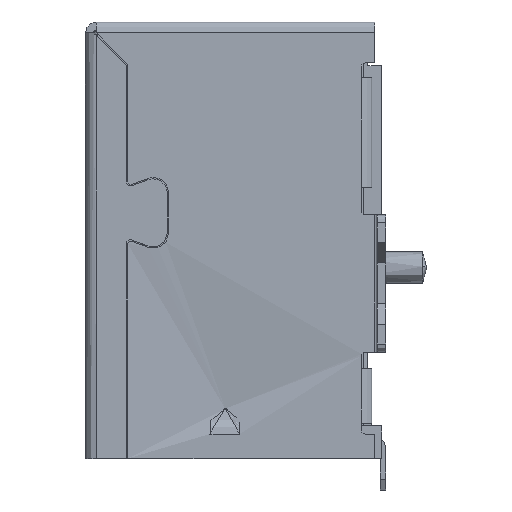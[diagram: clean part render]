
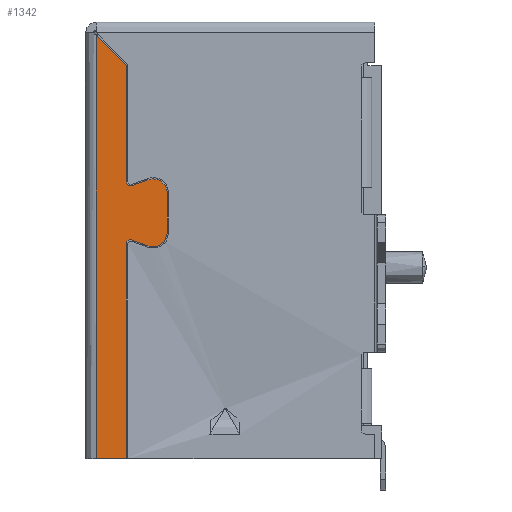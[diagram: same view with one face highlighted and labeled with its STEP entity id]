
A CAD part, left-side view. The second image highlights one B-rep face of the part: STEP entity #1342.
In plain terms, the highlighted face is planar.
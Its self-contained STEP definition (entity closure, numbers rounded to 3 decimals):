
#107 = VERTEX_POINT ( 'NONE', #9288 ) ;
#120 = EDGE_CURVE ( 'NONE', #8292, #15110, #10369, .T. ) ;
#504 = CARTESIAN_POINT ( 'NONE',  ( 6., 9.35, -10.137 ) ) ;
#566 = CARTESIAN_POINT ( 'NONE',  ( 6., 8.5, -8.255 ) ) ;
#611 = VECTOR ( 'NONE', #14086, 1000. ) ;
#676 = CARTESIAN_POINT ( 'NONE',  ( 6., 9.5, -7.873 ) ) ;
#1216 = DIRECTION ( 'NONE',  ( 1., 0., 0. ) ) ;
#1317 = ORIENTED_EDGE ( 'NONE', *, *, #2294, .F. ) ;
#1342 = ADVANCED_FACE ( 'NONE', ( #13364 ), #6378, .F. ) ;
#1426 = CARTESIAN_POINT ( 'NONE',  ( 6., 9.5, -10.137 ) ) ;
#1437 = CARTESIAN_POINT ( 'NONE',  ( 6., 9.299, -9.996 ) ) ;
#1483 = CARTESIAN_POINT ( 'NONE',  ( 6., 8.671, -10.225 ) ) ;
#1628 = DIRECTION ( 'NONE',  ( 0., 0., -1. ) ) ;
#2166 = ORIENTED_EDGE ( 'NONE', *, *, #7337, .F. ) ;
#2240 = DIRECTION ( 'NONE',  ( 0., 0., -1. ) ) ;
#2294 = EDGE_CURVE ( 'NONE', #2520, #5812, #3425, .T. ) ;
#2372 = ORIENTED_EDGE ( 'NONE', *, *, #7753, .F. ) ;
#2484 = EDGE_CURVE ( 'NONE', #107, #10112, #7858, .T. ) ;
#2520 = VERTEX_POINT ( 'NONE', #1426 ) ;
#2540 = VERTEX_POINT ( 'NONE', #2938 ) ;
#2553 = CARTESIAN_POINT ( 'NONE',  ( 6., 10.6, 0. ) ) ;
#2568 = AXIS2_PLACEMENT_3D ( 'NONE', #7927, #5495, #10588 ) ;
#2601 = CARTESIAN_POINT ( 'NONE',  ( 6., 9.299, -8.014 ) ) ;
#2793 = ORIENTED_EDGE ( 'NONE', *, *, #14605, .F. ) ;
#2795 = AXIS2_PLACEMENT_3D ( 'NONE', #12094, #13381, #13214 ) ;
#2822 = CIRCLE ( 'NONE', #9069, 0.5 ) ;
#2938 = CARTESIAN_POINT ( 'NONE',  ( 6., 8.5, -10.255 ) ) ;
#3132 = CARTESIAN_POINT ( 'NONE',  ( 6., 8.671, -7.785 ) ) ;
#3167 = LINE ( 'NONE', #14672, #3371 ) ;
#3282 = VERTEX_POINT ( 'NONE', #4911 ) ;
#3371 = VECTOR ( 'NONE', #13389, 1000. ) ;
#3425 = LINE ( 'NONE', #11246, #16767 ) ;
#3760 = CARTESIAN_POINT ( 'NONE',  ( 6., 8., -9.755 ) ) ;
#3765 = CARTESIAN_POINT ( 'NONE',  ( 6., 10.6, 0. ) ) ;
#3891 = CIRCLE ( 'NONE', #7271, 0.15 ) ;
#4043 = DIRECTION ( 'NONE',  ( 0., 0., -1. ) ) ;
#4207 = CARTESIAN_POINT ( 'NONE',  ( 6., 9.5, -14.4 ) ) ;
#4794 = CARTESIAN_POINT ( 'NONE',  ( 6., 9.5, -14.4 ) ) ;
#4911 = CARTESIAN_POINT ( 'NONE',  ( 6., 10.6, -15.5 ) ) ;
#5068 = CARTESIAN_POINT ( 'NONE',  ( 6., 0., 0. ) ) ;
#5174 = VECTOR ( 'NONE', #4043, 1000. ) ;
#5495 = DIRECTION ( 'NONE',  ( -1., 0., 0. ) ) ;
#5712 = ORIENTED_EDGE ( 'NONE', *, *, #9276, .T. ) ;
#5812 = VERTEX_POINT ( 'NONE', #4207 ) ;
#5900 = ORIENTED_EDGE ( 'NONE', *, *, #2484, .F. ) ;
#6114 = CARTESIAN_POINT ( 'NONE',  ( 6., 8., 0. ) ) ;
#6135 = CARTESIAN_POINT ( 'NONE',  ( 6., 8.5, -9.755 ) ) ;
#6361 = EDGE_CURVE ( 'NONE', #12299, #12158, #2822, .T. ) ;
#6378 = PLANE ( 'NONE',  #16336 ) ;
#6840 = VERTEX_POINT ( 'NONE', #13099 ) ;
#6928 = CIRCLE ( 'NONE', #2795, 0.5 ) ;
#7013 = ORIENTED_EDGE ( 'NONE', *, *, #6361, .F. ) ;
#7271 = AXIS2_PLACEMENT_3D ( 'NONE', #14501, #13267, #1628 ) ;
#7337 = EDGE_CURVE ( 'NONE', #2540, #8292, #8503, .T. ) ;
#7340 = LINE ( 'NONE', #7602, #611 ) ;
#7602 = CARTESIAN_POINT ( 'NONE',  ( 6., 11., 0. ) ) ;
#7725 = VERTEX_POINT ( 'NONE', #676 ) ;
#7753 = EDGE_CURVE ( 'NONE', #15110, #2520, #15322, .T. ) ;
#7858 = CIRCLE ( 'NONE', #2568, 0.15 ) ;
#7927 = CARTESIAN_POINT ( 'NONE',  ( 6., 9.35, -7.873 ) ) ;
#8027 = DIRECTION ( 'NONE',  ( 0., 0., -1. ) ) ;
#8169 = VECTOR ( 'NONE', #16448, 1000. ) ;
#8292 = VERTEX_POINT ( 'NONE', #15873 ) ;
#8503 = CIRCLE ( 'NONE', #10578, 0.5 ) ;
#8520 = ORIENTED_EDGE ( 'NONE', *, *, #14673, .F. ) ;
#8567 = DIRECTION ( 'NONE',  ( 1., 0., 0. ) ) ;
#8853 = AXIS2_PLACEMENT_3D ( 'NONE', #504, #13736, #12347 ) ;
#8917 = EDGE_CURVE ( 'NONE', #6840, #7725, #3167, .T. ) ;
#8972 = DIRECTION ( 'NONE',  ( 0., -0.94, 0.342 ) ) ;
#9069 = AXIS2_PLACEMENT_3D ( 'NONE', #566, #12169, #8027 ) ;
#9276 = EDGE_CURVE ( 'NONE', #11856, #3282, #10230, .T. ) ;
#9288 = CARTESIAN_POINT ( 'NONE',  ( 6., 9.35, -8.023 ) ) ;
#9513 = ORIENTED_EDGE ( 'NONE', *, *, #14991, .F. ) ;
#9989 = VECTOR ( 'NONE', #8972, 1000. ) ;
#9997 = DIRECTION ( 'NONE',  ( 0., 0.707, -0.707 ) ) ;
#10112 = VERTEX_POINT ( 'NONE', #10137 ) ;
#10137 = CARTESIAN_POINT ( 'NONE',  ( 6., 9.299, -8.014 ) ) ;
#10230 = LINE ( 'NONE', #2553, #5174 ) ;
#10369 = LINE ( 'NONE', #1483, #16817 ) ;
#10578 = AXIS2_PLACEMENT_3D ( 'NONE', #6135, #8567, #2240 ) ;
#10588 = DIRECTION ( 'NONE',  ( 0., 0., -1. ) ) ;
#11246 = CARTESIAN_POINT ( 'NONE',  ( 6., 9.5, 0. ) ) ;
#11302 = DIRECTION ( 'NONE',  ( 0., 0., -1. ) ) ;
#11856 = VERTEX_POINT ( 'NONE', #3765 ) ;
#12094 = CARTESIAN_POINT ( 'NONE',  ( 6., 8.5, -9.755 ) ) ;
#12158 = VERTEX_POINT ( 'NONE', #15890 ) ;
#12169 = DIRECTION ( 'NONE',  ( 1., 0., 0. ) ) ;
#12299 = VERTEX_POINT ( 'NONE', #3132 ) ;
#12347 = DIRECTION ( 'NONE',  ( 0., 0., -1. ) ) ;
#13018 = ORIENTED_EDGE ( 'NONE', *, *, #8917, .F. ) ;
#13093 = ORIENTED_EDGE ( 'NONE', *, *, #120, .F. ) ;
#13099 = CARTESIAN_POINT ( 'NONE',  ( 6., 9.5, 0. ) ) ;
#13214 = DIRECTION ( 'NONE',  ( 0., 0., -1. ) ) ;
#13218 = LINE ( 'NONE', #6114, #8169 ) ;
#13267 = DIRECTION ( 'NONE',  ( -1., 0., 0. ) ) ;
#13364 = FACE_OUTER_BOUND ( 'NONE', #16587, .T. ) ;
#13381 = DIRECTION ( 'NONE',  ( 1., 0., 0. ) ) ;
#13389 = DIRECTION ( 'NONE',  ( 0., 0., -1. ) ) ;
#13417 = LINE ( 'NONE', #2601, #9989 ) ;
#13429 = VECTOR ( 'NONE', #9997, 1000. ) ;
#13626 = LINE ( 'NONE', #4794, #13429 ) ;
#13680 = ORIENTED_EDGE ( 'NONE', *, *, #15053, .T. ) ;
#13736 = DIRECTION ( 'NONE',  ( -1., 0., 0. ) ) ;
#13797 = EDGE_CURVE ( 'NONE', #5812, #3282, #13626, .T. ) ;
#13936 = VERTEX_POINT ( 'NONE', #3760 ) ;
#14086 = DIRECTION ( 'NONE',  ( 0., 1., 0. ) ) ;
#14091 = DIRECTION ( 'NONE',  ( 0., 0., -1. ) ) ;
#14223 = EDGE_CURVE ( 'NONE', #12158, #13936, #13218, .T. ) ;
#14501 = CARTESIAN_POINT ( 'NONE',  ( 6., 9.35, -7.873 ) ) ;
#14590 = ORIENTED_EDGE ( 'NONE', *, *, #14223, .F. ) ;
#14605 = EDGE_CURVE ( 'NONE', #7725, #107, #3891, .T. ) ;
#14650 = ORIENTED_EDGE ( 'NONE', *, *, #13797, .F. ) ;
#14672 = CARTESIAN_POINT ( 'NONE',  ( 6., 9.5, 0. ) ) ;
#14673 = EDGE_CURVE ( 'NONE', #13936, #2540, #6928, .T. ) ;
#14991 = EDGE_CURVE ( 'NONE', #10112, #12299, #13417, .T. ) ;
#15053 = EDGE_CURVE ( 'NONE', #6840, #11856, #7340, .T. ) ;
#15110 = VERTEX_POINT ( 'NONE', #1437 ) ;
#15322 = CIRCLE ( 'NONE', #8853, 0.15 ) ;
#15585 = DIRECTION ( 'NONE',  ( 0., 0.94, 0.342 ) ) ;
#15873 = CARTESIAN_POINT ( 'NONE',  ( 6., 8.671, -10.225 ) ) ;
#15890 = CARTESIAN_POINT ( 'NONE',  ( 6., 8., -8.255 ) ) ;
#16336 = AXIS2_PLACEMENT_3D ( 'NONE', #5068, #1216, #14091 ) ;
#16448 = DIRECTION ( 'NONE',  ( 0., 0., -1. ) ) ;
#16587 = EDGE_LOOP ( 'NONE', ( #1317, #2372, #13093, #2166, #8520, #14590, #7013, #9513, #5900, #2793, #13018, #13680, #5712, #14650 ) ) ;
#16767 = VECTOR ( 'NONE', #11302, 1000. ) ;
#16817 = VECTOR ( 'NONE', #15585, 1000. ) ;
